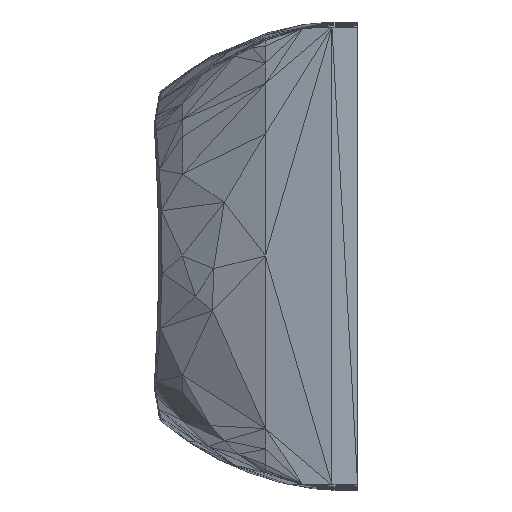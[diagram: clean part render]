
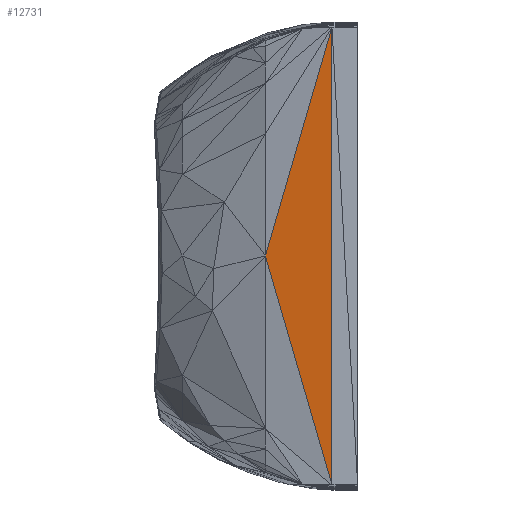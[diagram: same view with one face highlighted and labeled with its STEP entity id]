
A CAD part, left-side view. The second image highlights one B-rep face of the part: STEP entity #12731.
In plain terms, the highlighted planar face has unit normal (-0.985, 0.172, 0).
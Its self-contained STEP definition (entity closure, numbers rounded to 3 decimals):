
#641 = VERTEX_POINT('',#642);
#642 = CARTESIAN_POINT('',(-5.453,0.394,-3.504
    ));
#7816 = VERTEX_POINT('',#7817);
#7817 = CARTESIAN_POINT('',(-5.453,0.394,3.504
    ));
#8126 = EDGE_CURVE('',#7816,#641,#8127,.T.);
#8127 = LINE('',#8128,#8129);
#8128 = CARTESIAN_POINT('',(-5.453,0.394,3.504
    ));
#8129 = VECTOR('',#8130,1.);
#8130 = DIRECTION('',(0.,0.,-1.));
#12731 = ADVANCED_FACE('',(#12732),#12749,.T.);
#12732 = FACE_BOUND('',#12733,.T.);
#12733 = EDGE_LOOP('',(#12734,#12742,#12748));
#12734 = ORIENTED_EDGE('',*,*,#12735,.T.);
#12735 = EDGE_CURVE('',#7816,#12736,#12738,.T.);
#12736 = VERTEX_POINT('',#12737);
#12737 = CARTESIAN_POINT('',(-5.275,1.411,
    0.));
#12738 = LINE('',#12739,#12740);
#12739 = CARTESIAN_POINT('',(-5.453,0.394,
    3.504));
#12740 = VECTOR('',#12741,1.);
#12741 = DIRECTION('',(0.049,0.278,-0.959)
  );
#12742 = ORIENTED_EDGE('',*,*,#12743,.T.);
#12743 = EDGE_CURVE('',#12736,#641,#12744,.T.);
#12744 = LINE('',#12745,#12746);
#12745 = CARTESIAN_POINT('',(-5.275,1.411,
    0.));
#12746 = VECTOR('',#12747,1.);
#12747 = DIRECTION('',(-0.049,-0.278,
    -0.959));
#12748 = ORIENTED_EDGE('',*,*,#8126,.F.);
#12749 = PLANE('',#12750);
#12750 = AXIS2_PLACEMENT_3D('',#12751,#12752,#12753);
#12751 = CARTESIAN_POINT('',(-5.407,0.653,
    0.));
#12752 = DIRECTION('',(-0.985,0.172,
    0.));
#12753 = DIRECTION('',(-0.172,-0.985,
    0.));
